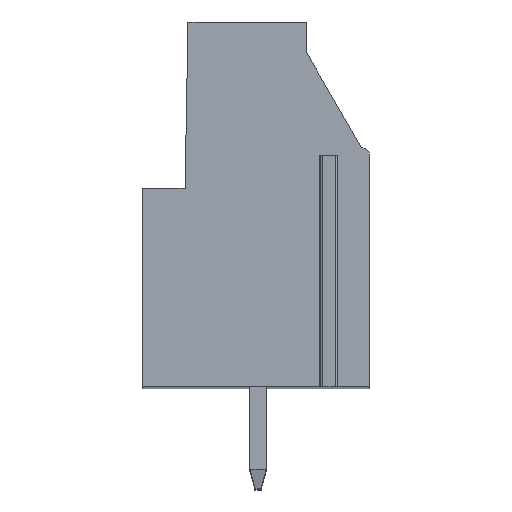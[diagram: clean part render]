
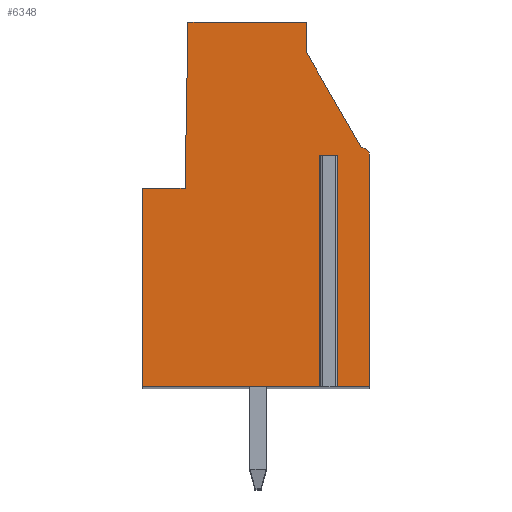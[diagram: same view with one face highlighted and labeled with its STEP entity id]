
A CAD part, top view. The second image highlights one B-rep face of the part: STEP entity #6348.
In plain terms, the highlighted planar face has unit normal (0, 0, 1).
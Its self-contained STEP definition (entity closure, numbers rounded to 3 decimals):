
#694=DIRECTION('',(1.,0.,0.));
#695=VECTOR('',#694,0.5);
#696=CARTESIAN_POINT('',(3.347,2.4,2.5));
#697=LINE('',#696,#695);
#698=DIRECTION('',(0.,1.,0.));
#699=VECTOR('',#698,11.4);
#700=CARTESIAN_POINT('',(3.347,-9.,2.5));
#701=LINE('',#700,#699);
#702=DIRECTION('',(1.,0.,0.));
#703=VECTOR('',#702,8.95);
#704=CARTESIAN_POINT('',(-5.603,-9.,2.5));
#705=LINE('',#704,#703);
#706=DIRECTION('',(0.,-1.,0.));
#707=VECTOR('',#706,9.8);
#708=CARTESIAN_POINT('',(-5.603,0.8,2.5));
#709=LINE('',#708,#707);
#710=DIRECTION('',(-1.,0.,0.));
#711=VECTOR('',#710,2.1);
#712=CARTESIAN_POINT('',(-3.503,0.8,2.5));
#713=LINE('',#712,#711);
#714=DIRECTION('',(-0.017,-1.,0.));
#715=VECTOR('',#714,8.201);
#716=CARTESIAN_POINT('',(-3.36,9.,2.5));
#717=LINE('',#716,#715);
#718=DIRECTION('',(-1.,0.,0.));
#719=VECTOR('',#718,5.86);
#720=CARTESIAN_POINT('',(2.5,9.,2.5));
#721=LINE('',#720,#719);
#722=DIRECTION('',(0.,1.,0.));
#723=VECTOR('',#722,1.523);
#724=CARTESIAN_POINT('',(2.5,7.477,2.5));
#725=LINE('',#724,#723);
#726=DIRECTION('',(-0.5,0.866,0.));
#727=VECTOR('',#726,5.394);
#728=CARTESIAN_POINT('',(5.197,2.805,2.5));
#729=LINE('',#728,#727);
#730=CARTESIAN_POINT('',(5.197,2.405,2.5));
#731=DIRECTION('',(0.,0.,1.));
#732=DIRECTION('',(1.,0.,0.));
#733=AXIS2_PLACEMENT_3D('',#730,#731,#732);
#735=DIRECTION('',(0.,1.,0.));
#736=VECTOR('',#735,11.405);
#737=CARTESIAN_POINT('',(5.597,-9.,2.5));
#738=LINE('',#737,#736);
#739=DIRECTION('',(1.,0.,0.));
#740=VECTOR('',#739,1.75);
#741=CARTESIAN_POINT('',(3.847,-9.,2.5));
#742=LINE('',#741,#740);
#743=DIRECTION('',(0.,1.,0.));
#744=VECTOR('',#743,11.4);
#745=CARTESIAN_POINT('',(3.847,-9.,2.5));
#746=LINE('',#745,#744);
#4543=CARTESIAN_POINT('',(5.597,-9.,2.5));
#4544=CARTESIAN_POINT('',(5.597,2.405,2.5));
#4545=VERTEX_POINT('',#4543);
#4546=VERTEX_POINT('',#4544);
#4547=CARTESIAN_POINT('',(5.197,2.805,2.5));
#4548=VERTEX_POINT('',#4547);
#4549=CARTESIAN_POINT('',(2.5,7.477,2.5));
#4550=VERTEX_POINT('',#4549);
#4551=CARTESIAN_POINT('',(2.5,9.,2.5));
#4552=VERTEX_POINT('',#4551);
#4553=CARTESIAN_POINT('',(-3.36,9.,2.5));
#4554=VERTEX_POINT('',#4553);
#4555=CARTESIAN_POINT('',(-3.503,0.8,2.5));
#4556=VERTEX_POINT('',#4555);
#4557=CARTESIAN_POINT('',(-5.603,0.8,2.5));
#4558=VERTEX_POINT('',#4557);
#4559=CARTESIAN_POINT('',(-5.603,-9.,2.5));
#4560=VERTEX_POINT('',#4559);
#4597=CARTESIAN_POINT('',(3.347,2.4,2.5));
#4598=CARTESIAN_POINT('',(3.847,2.4,2.5));
#4599=VERTEX_POINT('',#4597);
#4600=VERTEX_POINT('',#4598);
#4601=CARTESIAN_POINT('',(3.347,-9.,2.5));
#4602=VERTEX_POINT('',#4601);
#4603=CARTESIAN_POINT('',(3.847,-9.,2.5));
#4604=VERTEX_POINT('',#4603);
#6325=CARTESIAN_POINT('',(0.,0.,2.5));
#6326=DIRECTION('',(0.,0.,1.));
#6327=DIRECTION('',(1.,0.,0.));
#6328=AXIS2_PLACEMENT_3D('',#6325,#6326,#6327);
#6329=PLANE('',#6328);
#6331=ORIENTED_EDGE('',*,*,#6330,.F.);
#6333=ORIENTED_EDGE('',*,*,#6332,.F.);
#6334=ORIENTED_EDGE('',*,*,#5821,.F.);
#6335=ORIENTED_EDGE('',*,*,#6046,.F.);
#6336=ORIENTED_EDGE('',*,*,#6060,.F.);
#6337=ORIENTED_EDGE('',*,*,#6074,.F.);
#6338=ORIENTED_EDGE('',*,*,#6088,.F.);
#6339=ORIENTED_EDGE('',*,*,#6168,.F.);
#6340=ORIENTED_EDGE('',*,*,#6182,.F.);
#6341=ORIENTED_EDGE('',*,*,#6196,.F.);
#6342=ORIENTED_EDGE('',*,*,#6209,.F.);
#6343=ORIENTED_EDGE('',*,*,#5833,.F.);
#6345=ORIENTED_EDGE('',*,*,#6344,.T.);
#6346=EDGE_LOOP('',(#6331,#6333,#6334,#6335,#6336,#6337,#6338,#6339,#6340,#6341,
#6342,#6343,#6345));
#6347=FACE_OUTER_BOUND('',#6346,.F.);
#734=CIRCLE('',#733,0.4);
#5821=EDGE_CURVE('',#4560,#4602,#705,.T.);
#5833=EDGE_CURVE('',#4604,#4545,#742,.T.);
#6046=EDGE_CURVE('',#4558,#4560,#709,.T.);
#6060=EDGE_CURVE('',#4556,#4558,#713,.T.);
#6074=EDGE_CURVE('',#4554,#4556,#717,.T.);
#6088=EDGE_CURVE('',#4552,#4554,#721,.T.);
#6168=EDGE_CURVE('',#4550,#4552,#725,.T.);
#6182=EDGE_CURVE('',#4548,#4550,#729,.T.);
#6196=EDGE_CURVE('',#4546,#4548,#734,.T.);
#6209=EDGE_CURVE('',#4545,#4546,#738,.T.);
#6330=EDGE_CURVE('',#4599,#4600,#697,.T.);
#6332=EDGE_CURVE('',#4602,#4599,#701,.T.);
#6344=EDGE_CURVE('',#4604,#4600,#746,.T.);
#6348=ADVANCED_FACE('',(#6347),#6329,.T.);
